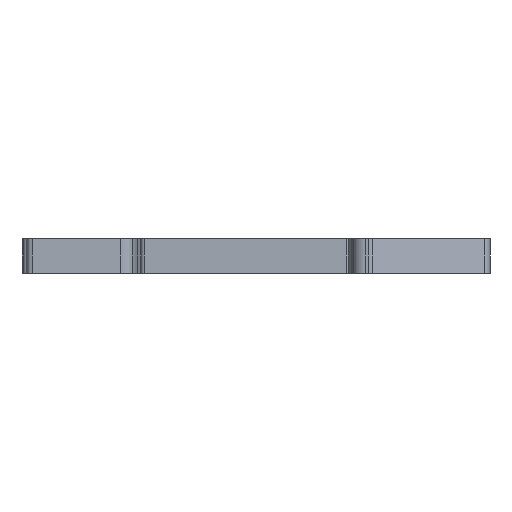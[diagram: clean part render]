
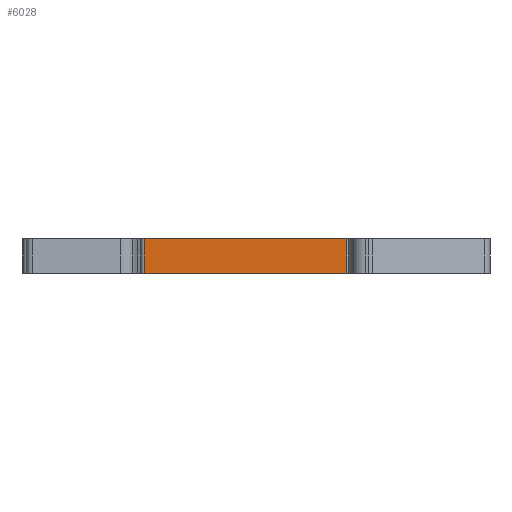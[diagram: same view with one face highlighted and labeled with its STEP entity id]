
A CAD part, front view. The second image highlights one B-rep face of the part: STEP entity #6028.
In plain terms, the highlighted planar face has unit normal (0, -1, 0).
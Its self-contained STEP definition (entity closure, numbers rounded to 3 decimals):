
#325=DIRECTION('',(1.,0.,0.));
#326=VECTOR('',#325,30.895);
#327=CARTESIAN_POINT('',(-12.645,-16.9,-2.6));
#328=LINE('',#327,#326);
#1006=DIRECTION('',(1.,0.,0.));
#1007=VECTOR('',#1006,30.895);
#1008=CARTESIAN_POINT('',(-12.645,-16.9,2.6));
#1009=LINE('',#1008,#1007);
#1885=DIRECTION('',(0.,0.,1.));
#1886=VECTOR('',#1885,5.2);
#1887=CARTESIAN_POINT('',(18.25,-16.9,-2.6));
#1888=LINE('',#1887,#1886);
#1889=DIRECTION('',(0.,0.,1.));
#1890=VECTOR('',#1889,5.2);
#1891=CARTESIAN_POINT('',(-12.645,-16.9,-2.6));
#1892=LINE('',#1891,#1890);
#3286=CARTESIAN_POINT('',(-12.645,-16.9,-2.6));
#3287=VERTEX_POINT('',#3286);
#3288=CARTESIAN_POINT('',(18.25,-16.9,-2.6));
#3289=VERTEX_POINT('',#3288);
#3560=CARTESIAN_POINT('',(-12.645,-16.9,2.6));
#3561=VERTEX_POINT('',#3560);
#3562=CARTESIAN_POINT('',(18.25,-16.9,2.6));
#3563=VERTEX_POINT('',#3562);
#6016=CARTESIAN_POINT('',(-12.645,-16.9,-2.6));
#6017=DIRECTION('',(0.,-1.,0.));
#6018=DIRECTION('',(1.,0.,0.));
#6019=AXIS2_PLACEMENT_3D('',#6016,#6017,#6018);
#6020=PLANE('',#6019);
#6021=ORIENTED_EDGE('',*,*,#4276,.F.);
#6023=ORIENTED_EDGE('',*,*,#6022,.T.);
#6024=ORIENTED_EDGE('',*,*,#4858,.T.);
#6025=ORIENTED_EDGE('',*,*,#6009,.F.);
#6026=EDGE_LOOP('',(#6021,#6023,#6024,#6025));
#6027=FACE_OUTER_BOUND('',#6026,.F.);
#6028=ADVANCED_FACE('',(#6027),#6020,.T.);
#4276=EDGE_CURVE('',#3287,#3289,#328,.T.);
#4858=EDGE_CURVE('',#3561,#3563,#1009,.T.);
#6009=EDGE_CURVE('',#3289,#3563,#1888,.T.);
#6022=EDGE_CURVE('',#3287,#3561,#1892,.T.);
